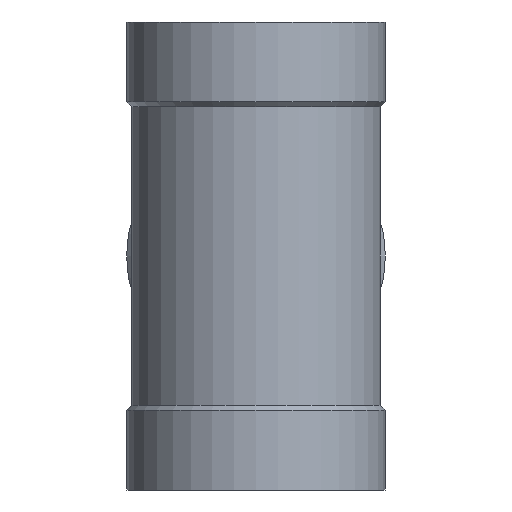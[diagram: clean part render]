
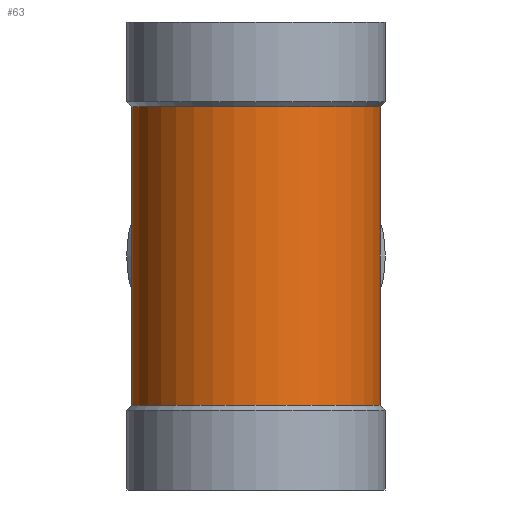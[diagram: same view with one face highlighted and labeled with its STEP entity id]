
A CAD part, left-side view. The second image highlights one B-rep face of the part: STEP entity #63.
In plain terms, the highlighted cylindrical face has radius 62.5 mm (diameter 125 mm), a full revolution.
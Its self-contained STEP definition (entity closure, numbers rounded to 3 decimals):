
#63 = ADVANCED_FACE( '', ( #138, #139, #140 ), #141, .T. );
#138 = FACE_OUTER_BOUND( '', #223, .T. );
#139 = FACE_BOUND( '', #224, .T. );
#140 = FACE_OUTER_BOUND( '', #225, .T. );
#141 = CYLINDRICAL_SURFACE( '', #226, 62.5 );
#223 = EDGE_LOOP( '', ( #322 ) );
#224 = EDGE_LOOP( '', ( #323, #324 ) );
#225 = EDGE_LOOP( '', ( #325 ) );
#226 = AXIS2_PLACEMENT_3D( '', #326, #327, #328 );
#322 = ORIENTED_EDGE( '', *, *, #406, .T. );
#323 = ORIENTED_EDGE( '', *, *, #407, .F. );
#324 = ORIENTED_EDGE( '', *, *, #408, .F. );
#325 = ORIENTED_EDGE( '', *, *, #409, .F. );
#326 = CARTESIAN_POINT( '', ( 0., 0., -117.5 ) );
#327 = DIRECTION( '', ( 0., 0., 1. ) );
#328 = DIRECTION( '', ( -1., 0., 0. ) );
#406 = EDGE_CURVE( '', #461, #461, #462, .T. );
#407 = EDGE_CURVE( '', #463, #464, #465, .T. );
#408 = EDGE_CURVE( '', #464, #463, #466, .F. );
#409 = EDGE_CURVE( '', #467, #467, #468, .T. );
#461 = VERTEX_POINT( '', #524 );
#462 = CIRCLE( '', #525, 62.5 );
#463 = VERTEX_POINT( '', #526 );
#464 = VERTEX_POINT( '', #527 );
#465 = ELLIPSE( '', #528, 88.388, 62.5 );
#466 = ELLIPSE( '', #529, 88.388, 62.5 );
#467 = VERTEX_POINT( '', #530 );
#468 = CIRCLE( '', #531, 62.5 );
#524 = CARTESIAN_POINT( '', ( -62.5, 0., 75. ) );
#525 = AXIS2_PLACEMENT_3D( '', #590, #591, #592 );
#526 = CARTESIAN_POINT( '', ( 0., 62.5, 0. ) );
#527 = CARTESIAN_POINT( '', ( 0., -62.5, 0. ) );
#528 = AXIS2_PLACEMENT_3D( '', #593, #594, #595 );
#529 = AXIS2_PLACEMENT_3D( '', #596, #597, #598 );
#530 = CARTESIAN_POINT( '', ( -62.5, 0., -75. ) );
#531 = AXIS2_PLACEMENT_3D( '', #599, #600, #601 );
#590 = CARTESIAN_POINT( '', ( 0., 0., 75. ) );
#591 = DIRECTION( '', ( 0., 0., -1. ) );
#592 = DIRECTION( '', ( -1., 0., 0. ) );
#593 = CARTESIAN_POINT( '', ( 0., 0., 0. ) );
#594 = DIRECTION( '', ( 0.707, 0., -0.707 ) );
#595 = DIRECTION( '', ( -0.707, 0., -0.707 ) );
#596 = CARTESIAN_POINT( '', ( 0., 0., 0. ) );
#597 = DIRECTION( '', ( -0.707, 0., -0.707 ) );
#598 = DIRECTION( '', ( 0.707, 0., -0.707 ) );
#599 = CARTESIAN_POINT( '', ( 0., 0., -75. ) );
#600 = DIRECTION( '', ( 0., 0., -1. ) );
#601 = DIRECTION( '', ( -1., 0., 0. ) );
